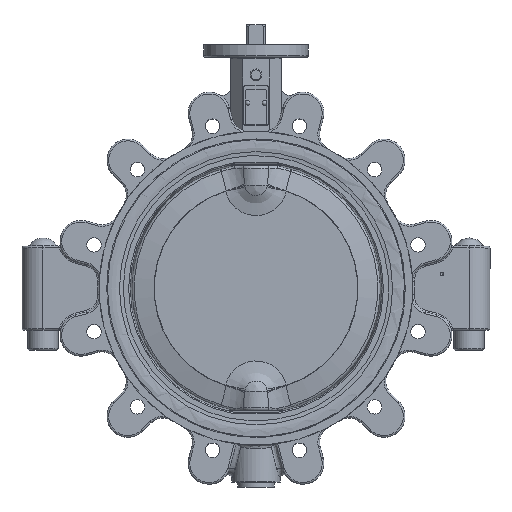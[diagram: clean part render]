
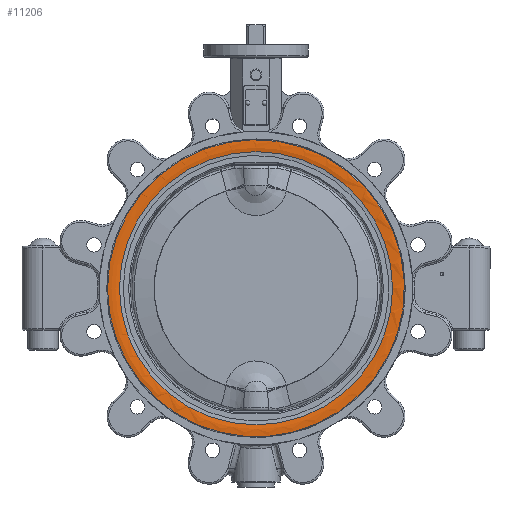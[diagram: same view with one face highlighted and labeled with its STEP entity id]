
A CAD part, top view. The second image highlights one B-rep face of the part: STEP entity #11206.
In plain terms, the highlighted toroidal (fillet/blend) face has major radius 171 mm and minor radius 35 mm.
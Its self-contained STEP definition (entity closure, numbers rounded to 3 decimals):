
#10847=CARTESIAN_POINT('',(-177.074,2.5,39.969));
#10848=VERTEX_POINT('',#10847);
#10849=CARTESIAN_POINT('',(0.,2.5,39.969));
#10850=DIRECTION('',(0.0,0.0,1.0));
#10851=DIRECTION('',(-1.0,0.0,0.0));
#10852=AXIS2_PLACEMENT_3D('',#10849,#10850,#10851);
#10853=CIRCLE('',#10852,177.074);
#10854=EDGE_CURVE('',#10848,#10848,#10853,.T.);
#11187=CARTESIAN_POINT('',(0.,2.5,5.5));
#11188=DIRECTION('',(0.,0.,1.0));
#11189=DIRECTION('',(0.0,-1.0,0.0));
#11190=AXIS2_PLACEMENT_3D('',#11187,#11188,#11189);
#11191=TOROIDAL_SURFACE('',#11190,171.0,35.);
#11192=CARTESIAN_POINT('',(-162.882,2.5,39.545));
#11193=VERTEX_POINT('',#11192);
#11194=CARTESIAN_POINT('',(0.,2.5,39.545));
#11195=DIRECTION('',(0.0,0.0,1.0));
#11196=DIRECTION('',(-1.0,0.0,0.0));
#11197=AXIS2_PLACEMENT_3D('',#11194,#11195,#11196);
#11198=CIRCLE('',#11197,162.882);
#11199=EDGE_CURVE('',#11193,#11193,#11198,.T.);
#11200=ORIENTED_EDGE('',*,*,#11199,.F.);
#11201=EDGE_LOOP('',(#11200));
#11202=FACE_OUTER_BOUND('',#11201,.T.);
#11203=ORIENTED_EDGE('',*,*,#10854,.T.);
#11204=EDGE_LOOP('',(#11203));
#11205=FACE_BOUND('',#11204,.T.);
#11206=ADVANCED_FACE('',(#11202,#11205),#11191,.T.);
